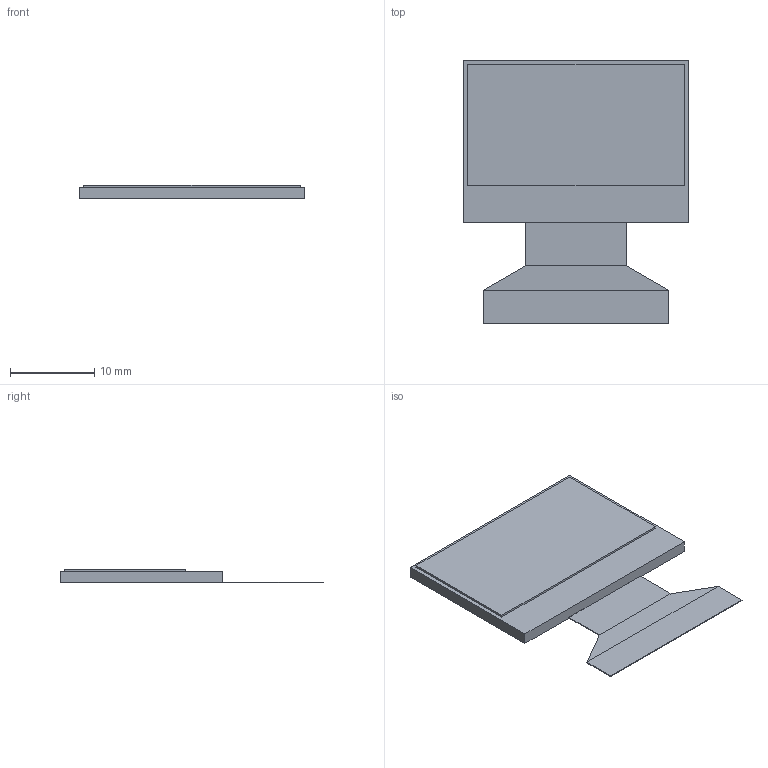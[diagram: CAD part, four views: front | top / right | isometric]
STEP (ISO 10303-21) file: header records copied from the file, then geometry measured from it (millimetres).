
FILE_DESCRIPTION(('FreeCAD Model'),'2;1');
FILE_NAME( 'O128O064_Simple.step' ,'2019-06-01T20:58:41',('Author'),(''), 'Open CASCADE STEP processor 7.3','FreeCAD','Unknown');
FILE_SCHEMA(('AUTOMOTIVE_DESIGN { 1 0 10303 214 1 1 1 1 }'));
Length unit declared in the file: millimetre
Products named in the file (5): Würfel003; Extrude; Würfel002; Würfel001; Würfel
Bounding box: 26.7 x 31.26 x 1.65 mm (x, y, z)
Volume: 832.3 mm3; surface area: 2327.5 mm2
Topology: 5 solids, 5 shells, 30 faces, 60 edges, 40 vertices
Faces by surface type: plane 28, bspline 2
Entity records: 3261 total; most frequent: CARTESIAN_POINT 1895, DIRECTION 230, LINE 172, VECTOR 172, ORIENTED_EDGE 120, PCURVE 120, DEFINITIONAL_REPRESENTATION 120, EDGE_CURVE 60
